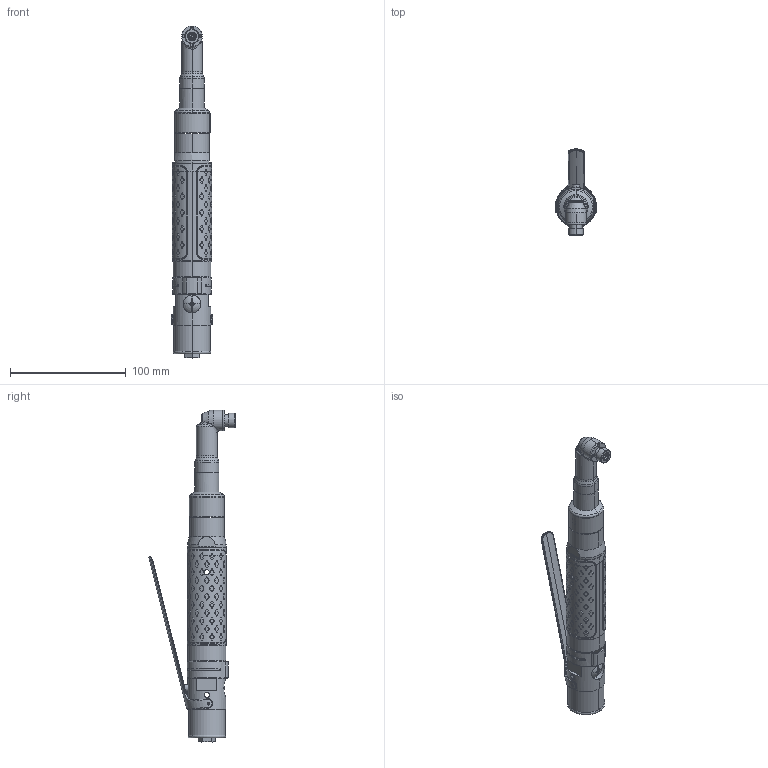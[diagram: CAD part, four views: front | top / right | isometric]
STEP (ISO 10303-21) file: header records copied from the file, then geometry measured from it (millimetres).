
FILE_DESCRIPTION((''),'2;1');
FILE_NAME('TMP1250_SW','2011-09-30T',('tooextcsr'),(''),'PRO/ENGINEER BY PARAMETRIC TECHNOLOGY CORPORATION, 2008310','PRO/ENGINEER BY PARAMETRIC TECHNOLOGY CORPORATION, 2008310','');
FILE_SCHEMA(('CONFIG_CONTROL_DESIGN', 'GEOMETRIC_VALIDATION_PROPERTIES_MIM'));
Length unit declared in the file: millimetre
Products named in the file (1): TMP1250_SW
Bounding box: 35.58 x 74.66 x 287.05 mm (x, y, z)
Surface area: 44631.8 mm2 (no closed solid volume)
Topology: 0 solids, 39 shells, 508 faces, 2732 edges, 2126 vertices
Faces by surface type: plane 218, cylinder 164, bspline 48, torus 39, cone 34, sphere 5
Entity records: 40124 total; most frequent: CARTESIAN_POINT 17736, ORIENTED_EDGE 3506, EDGE_CURVE 2730, DIRECTION 2193, VERTEX_POINT 2126, B_SPLINE_CURVE_WITH_KNOTS 1825, FILL_AREA_STYLE_COLOUR 869, FILL_AREA_STYLE 869
